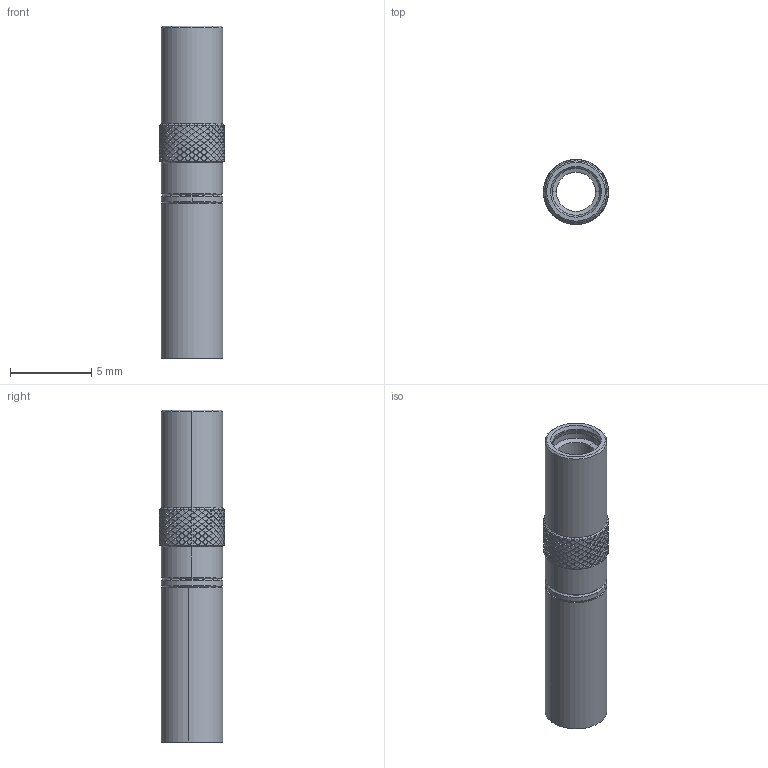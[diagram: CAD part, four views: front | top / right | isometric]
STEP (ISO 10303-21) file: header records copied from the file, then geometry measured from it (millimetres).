
FILE_DESCRIPTION (( 'STEP AP214' ), '1' );
FILE_NAME ('47-054-D3-AD.STEP', '2024-04-04T11:19:16', ( '' ), ( '' ), 'SwSTEP 2.0', 'SolidWorks 2023', '' );
FILE_SCHEMA (( 'AUTOMOTIVE_DESIGN' ));
Products named in the file (1): 47-054-D3-AD
Bounding box: 4 x 4 x 20.4 mm (x, y, z)
Surface area: 389.6 mm2 (no closed solid volume)
Topology: 0 solids, 3 shells, 1768 faces, 3669 edges, 1897 vertices
Faces by surface type: bspline 1392, cylinder 354, cone 18, plane 4
Entity records: 82311 total; most frequent: CARTESIAN_POINT 61219, ORIENTED_EDGE 7306, EDGE_CURVE 3669, VERTEX_POINT 1897, EDGE_LOOP 1772, FACE_OUTER_BOUND 1768, ADVANCED_FACE 1768, DIRECTION 997
